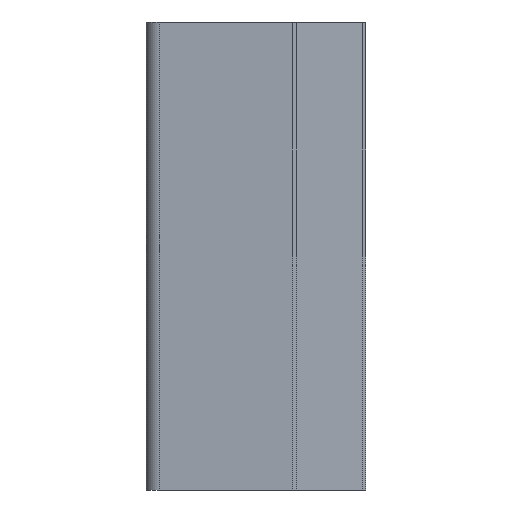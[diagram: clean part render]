
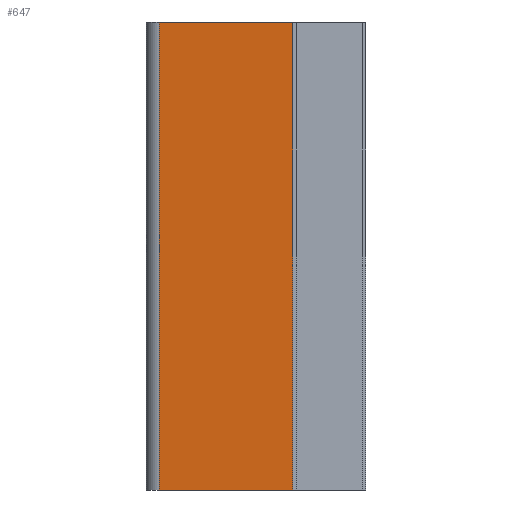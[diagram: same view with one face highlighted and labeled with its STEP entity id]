
A CAD part, left-side view. The second image highlights one B-rep face of the part: STEP entity #647.
In plain terms, the highlighted planar face has unit normal (-0.995, 0.1, 0).
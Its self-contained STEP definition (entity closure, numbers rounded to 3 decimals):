
#33 = EDGE_CURVE ( 'NONE', #1314, #1357, #1695, .T. ) ;
#35 = EDGE_CURVE ( 'NONE', #1387, #1357, #1701, .T. ) ;
#36 = EDGE_CURVE ( 'NONE', #1440, #1314, #1704, .T. ) ;
#48 = EDGE_CURVE ( 'NONE', #1440, #1387, #730, .T. ) ;
#72 = VECTOR ( 'NONE', #1697, 1000. ) ;
#76 = VECTOR ( 'NONE', #1703, 1000. ) ;
#78 = VECTOR ( 'NONE', #1706, 1000. ) ;
#118 = VECTOR ( 'NONE', #774, 1000. ) ;
#221 = FACE_OUTER_BOUND ( 'NONE', #1587, .T. ) ;
#224 = AXIS2_PLACEMENT_3D ( 'NONE', #1165, #1031, #1166 ) ;
#317 = CARTESIAN_POINT ( 'NONE',  ( -0.955, 0.58, 0.8 ) ) ;
#320 = CARTESIAN_POINT ( 'NONE',  ( -0.955, 0.58, -0.8 ) ) ;
#323 = CARTESIAN_POINT ( 'NONE',  ( -1., 0.125, -0.8 ) ) ;
#331 = CARTESIAN_POINT ( 'NONE',  ( -1., 0.125, 0.8 ) ) ;
#647 = ADVANCED_FACE ( 'NONE', ( #221 ), #1164, .T. ) ;
#722 = CARTESIAN_POINT ( 'NONE',  ( -1., 0.125, 0.8 ) ) ;
#730 = LINE ( 'NONE', #722, #118 ) ;
#774 = DIRECTION ( 'NONE',  ( 0., 0., -1. ) ) ;
#1031 = DIRECTION ( 'NONE',  ( -0.995, 0.1, 0. ) ) ;
#1164 = PLANE ( 'NONE',  #224 ) ;
#1165 = CARTESIAN_POINT ( 'NONE',  ( -1.029, -0.161, 0.8 ) ) ;
#1166 = DIRECTION ( 'NONE',  ( -0.1, -0.995, 0. ) ) ;
#1314 = VERTEX_POINT ( 'NONE', #317 ) ;
#1357 = VERTEX_POINT ( 'NONE', #320 ) ;
#1387 = VERTEX_POINT ( 'NONE', #323 ) ;
#1440 = VERTEX_POINT ( 'NONE', #331 ) ;
#1587 = EDGE_LOOP ( 'NONE', ( #1644, #1646, #1645, #1647 ) ) ;
#1644 = ORIENTED_EDGE ( 'NONE', *, *, #36, .T. ) ;
#1645 = ORIENTED_EDGE ( 'NONE', *, *, #35, .F. ) ;
#1646 = ORIENTED_EDGE ( 'NONE', *, *, #33, .T. ) ;
#1647 = ORIENTED_EDGE ( 'NONE', *, *, #48, .F. ) ;
#1695 = LINE ( 'NONE', #1696, #72 ) ;
#1696 = CARTESIAN_POINT ( 'NONE',  ( -0.955, 0.58, 0.8 ) ) ;
#1697 = DIRECTION ( 'NONE',  ( 0., 0., -1. ) ) ;
#1701 = LINE ( 'NONE', #1702, #76 ) ;
#1702 = CARTESIAN_POINT ( 'NONE',  ( -1.029, -0.161, -0.8 ) ) ;
#1703 = DIRECTION ( 'NONE',  ( 0.1, 0.995, 0. ) ) ;
#1704 = LINE ( 'NONE', #1705, #78 ) ;
#1705 = CARTESIAN_POINT ( 'NONE',  ( -1.029, -0.161, 0.8 ) ) ;
#1706 = DIRECTION ( 'NONE',  ( 0.1, 0.995, 0. ) ) ;
